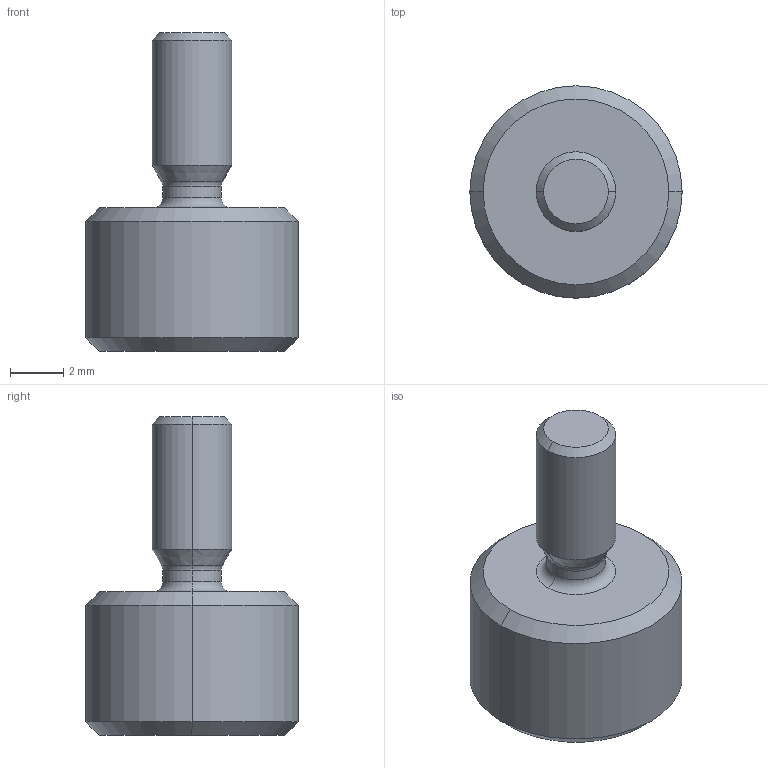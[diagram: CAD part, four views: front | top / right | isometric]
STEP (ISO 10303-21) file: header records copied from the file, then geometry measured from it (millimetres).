
FILE_DESCRIPTION (( 'STEP AP214' ), '1' );
FILE_NAME ('OM-009-010-140_01.STEP', '2024-10-01T17:19:48', ( '' ), ( '' ), 'SwSTEP 2.0', 'SolidWorks 2022', '' );
FILE_SCHEMA (( 'AUTOMOTIVE_DESIGN' ));
Length unit declared in the file: millimetre
Products named in the file (1): OM-009-010-140_01
Bounding box: 8 x 8 x 12 mm (x, y, z)
Volume: 307.8 mm3; surface area: 281.3 mm2
Topology: 1 solids, 1 shells, 21 faces, 40 edges, 22 vertices
Faces by surface type: cone 8, cylinder 6, torus 4, plane 3
Entity records: 584 total; most frequent: DIRECTION 110, CARTESIAN_POINT 84, ORIENTED_EDGE 80, AXIS2_PLACEMENT_3D 48, EDGE_CURVE 40, CIRCLE 26, VERTEX_POINT 22, EDGE_LOOP 22
